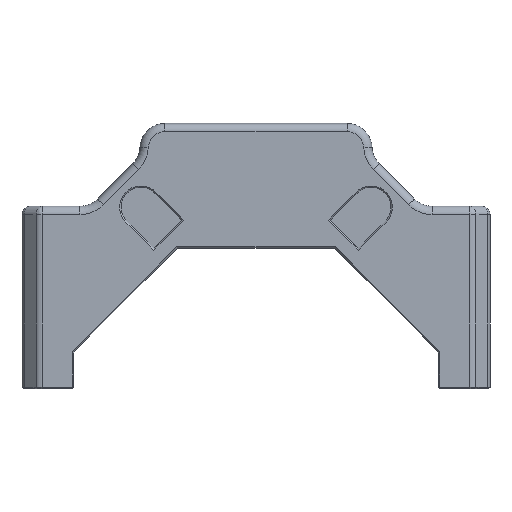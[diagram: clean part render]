
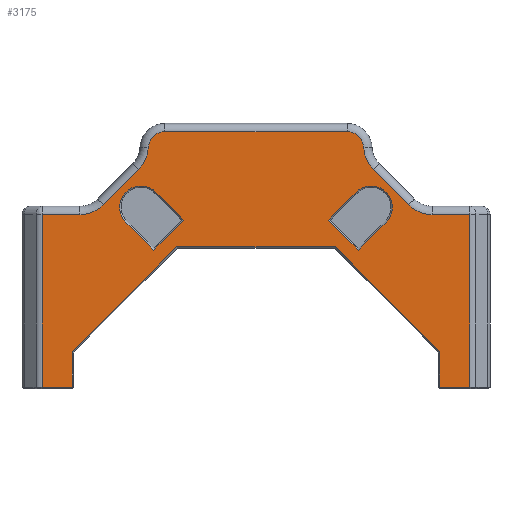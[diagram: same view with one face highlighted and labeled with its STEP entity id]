
A CAD part, front view. The second image highlights one B-rep face of the part: STEP entity #3175.
In plain terms, the highlighted planar face has unit normal (0, -1, 0).
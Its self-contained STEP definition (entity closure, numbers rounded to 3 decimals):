
#202=FACE_BOUND('',#528,.T.);
#203=FACE_BOUND('',#529,.T.);
#220=PLANE('',#3419);
#322=FACE_OUTER_BOUND('',#527,.T.);
#527=EDGE_LOOP('',(#2279,#2280,#2281,#2282,#2283,#2284,#2285,#2286,#2287,
#2288,#2289,#2290,#2291,#2292,#2293,#2294,#2295,#2296,#2297,#2298));
#528=EDGE_LOOP('',(#2299,#2300,#2301,#2302));
#529=EDGE_LOOP('',(#2303,#2304,#2305,#2306));
#754=LINE('',#4758,#1045);
#757=LINE('',#4768,#1048);
#760=LINE('',#4773,#1051);
#766=LINE('',#4788,#1057);
#767=LINE('',#4790,#1058);
#768=LINE('',#4792,#1059);
#769=LINE('',#4794,#1060);
#770=LINE('',#4796,#1061);
#771=LINE('',#4798,#1062);
#772=LINE('',#4800,#1063);
#773=LINE('',#4802,#1064);
#774=LINE('',#4804,#1065);
#775=LINE('',#4808,#1066);
#776=LINE('',#4814,#1067);
#777=LINE('',#4820,#1068);
#778=LINE('',#4824,#1069);
#779=LINE('',#4825,#1070);
#780=LINE('',#4828,#1071);
#781=LINE('',#4832,#1072);
#782=LINE('',#4833,#1073);
#1045=VECTOR('',#3807,10.);
#1048=VECTOR('',#3818,10.);
#1051=VECTOR('',#3823,10.);
#1057=VECTOR('',#3837,10.);
#1058=VECTOR('',#3838,10.);
#1059=VECTOR('',#3839,10.);
#1060=VECTOR('',#3840,10.);
#1061=VECTOR('',#3841,10.);
#1062=VECTOR('',#3842,10.);
#1063=VECTOR('',#3843,10.);
#1064=VECTOR('',#3844,10.);
#1065=VECTOR('',#3845,10.);
#1066=VECTOR('',#3848,10.);
#1067=VECTOR('',#3853,10.);
#1068=VECTOR('',#3858,10.);
#1069=VECTOR('',#3861,10.);
#1070=VECTOR('',#3862,10.);
#1071=VECTOR('',#3863,10.);
#1072=VECTOR('',#3866,10.);
#1073=VECTOR('',#3867,10.);
#1324=CIRCLE('',#3412,6.4);
#1327=CIRCLE('',#3420,10.);
#1328=CIRCLE('',#3421,10.);
#1329=CIRCLE('',#3422,5.);
#1330=CIRCLE('',#3423,5.);
#1331=CIRCLE('',#3424,10.);
#1332=CIRCLE('',#3425,10.);
#1333=CIRCLE('',#3426,6.4);
#1464=VERTEX_POINT('',#4755);
#1465=VERTEX_POINT('',#4757);
#1467=VERTEX_POINT('',#4762);
#1468=VERTEX_POINT('',#4767);
#1473=VERTEX_POINT('',#4786);
#1474=VERTEX_POINT('',#4787);
#1475=VERTEX_POINT('',#4789);
#1476=VERTEX_POINT('',#4791);
#1477=VERTEX_POINT('',#4793);
#1478=VERTEX_POINT('',#4795);
#1479=VERTEX_POINT('',#4797);
#1480=VERTEX_POINT('',#4799);
#1481=VERTEX_POINT('',#4801);
#1482=VERTEX_POINT('',#4803);
#1483=VERTEX_POINT('',#4805);
#1484=VERTEX_POINT('',#4807);
#1485=VERTEX_POINT('',#4809);
#1486=VERTEX_POINT('',#4811);
#1487=VERTEX_POINT('',#4813);
#1488=VERTEX_POINT('',#4815);
#1489=VERTEX_POINT('',#4817);
#1490=VERTEX_POINT('',#4819);
#1491=VERTEX_POINT('',#4821);
#1492=VERTEX_POINT('',#4823);
#1493=VERTEX_POINT('',#4826);
#1494=VERTEX_POINT('',#4827);
#1495=VERTEX_POINT('',#4829);
#1496=VERTEX_POINT('',#4831);
#1762=EDGE_CURVE('',#1464,#1465,#754,.T.);
#1765=EDGE_CURVE('',#1467,#1464,#1324,.T.);
#1767=EDGE_CURVE('',#1468,#1467,#757,.T.);
#1770=EDGE_CURVE('',#1465,#1468,#760,.T.);
#1777=EDGE_CURVE('',#1473,#1474,#766,.T.);
#1778=EDGE_CURVE('',#1475,#1473,#767,.T.);
#1779=EDGE_CURVE('',#1476,#1475,#768,.T.);
#1780=EDGE_CURVE('',#1477,#1476,#769,.T.);
#1781=EDGE_CURVE('',#1478,#1477,#770,.T.);
#1782=EDGE_CURVE('',#1479,#1478,#771,.T.);
#1783=EDGE_CURVE('',#1480,#1479,#772,.T.);
#1784=EDGE_CURVE('',#1481,#1480,#773,.T.);
#1785=EDGE_CURVE('',#1482,#1481,#774,.T.);
#1786=EDGE_CURVE('',#1483,#1482,#1327,.T.);
#1787=EDGE_CURVE('',#1484,#1483,#775,.T.);
#1788=EDGE_CURVE('',#1485,#1484,#1328,.T.);
#1789=EDGE_CURVE('',#1486,#1485,#1329,.T.);
#1790=EDGE_CURVE('',#1487,#1486,#776,.T.);
#1791=EDGE_CURVE('',#1488,#1487,#1330,.T.);
#1792=EDGE_CURVE('',#1489,#1488,#1331,.T.);
#1793=EDGE_CURVE('',#1490,#1489,#777,.T.);
#1794=EDGE_CURVE('',#1491,#1490,#1332,.T.);
#1795=EDGE_CURVE('',#1492,#1491,#778,.T.);
#1796=EDGE_CURVE('',#1474,#1492,#779,.T.);
#1797=EDGE_CURVE('',#1493,#1494,#780,.T.);
#1798=EDGE_CURVE('',#1495,#1493,#1333,.T.);
#1799=EDGE_CURVE('',#1496,#1495,#781,.T.);
#1800=EDGE_CURVE('',#1494,#1496,#782,.T.);
#2279=ORIENTED_EDGE('',*,*,#1777,.F.);
#2280=ORIENTED_EDGE('',*,*,#1778,.F.);
#2281=ORIENTED_EDGE('',*,*,#1779,.F.);
#2282=ORIENTED_EDGE('',*,*,#1780,.F.);
#2283=ORIENTED_EDGE('',*,*,#1781,.F.);
#2284=ORIENTED_EDGE('',*,*,#1782,.F.);
#2285=ORIENTED_EDGE('',*,*,#1783,.F.);
#2286=ORIENTED_EDGE('',*,*,#1784,.F.);
#2287=ORIENTED_EDGE('',*,*,#1785,.F.);
#2288=ORIENTED_EDGE('',*,*,#1786,.F.);
#2289=ORIENTED_EDGE('',*,*,#1787,.F.);
#2290=ORIENTED_EDGE('',*,*,#1788,.F.);
#2291=ORIENTED_EDGE('',*,*,#1789,.F.);
#2292=ORIENTED_EDGE('',*,*,#1790,.F.);
#2293=ORIENTED_EDGE('',*,*,#1791,.F.);
#2294=ORIENTED_EDGE('',*,*,#1792,.F.);
#2295=ORIENTED_EDGE('',*,*,#1793,.F.);
#2296=ORIENTED_EDGE('',*,*,#1794,.F.);
#2297=ORIENTED_EDGE('',*,*,#1795,.F.);
#2298=ORIENTED_EDGE('',*,*,#1796,.F.);
#2299=ORIENTED_EDGE('',*,*,#1797,.F.);
#2300=ORIENTED_EDGE('',*,*,#1798,.F.);
#2301=ORIENTED_EDGE('',*,*,#1799,.F.);
#2302=ORIENTED_EDGE('',*,*,#1800,.F.);
#2303=ORIENTED_EDGE('',*,*,#1762,.F.);
#2304=ORIENTED_EDGE('',*,*,#1765,.F.);
#2305=ORIENTED_EDGE('',*,*,#1767,.F.);
#2306=ORIENTED_EDGE('',*,*,#1770,.F.);
#3175=ADVANCED_FACE('',(#322,#202,#203),#220,.T.);
#3412=AXIS2_PLACEMENT_3D('',#4764,#3812,#3813);
#3419=AXIS2_PLACEMENT_3D('',#4785,#3835,#3836);
#3420=AXIS2_PLACEMENT_3D('',#4806,#3846,#3847);
#3421=AXIS2_PLACEMENT_3D('',#4810,#3849,#3850);
#3422=AXIS2_PLACEMENT_3D('',#4812,#3851,#3852);
#3423=AXIS2_PLACEMENT_3D('',#4816,#3854,#3855);
#3424=AXIS2_PLACEMENT_3D('',#4818,#3856,#3857);
#3425=AXIS2_PLACEMENT_3D('',#4822,#3859,#3860);
#3426=AXIS2_PLACEMENT_3D('',#4830,#3864,#3865);
#3807=DIRECTION('',(-0.707,0.,-0.707));
#3812=DIRECTION('center_axis',(0.,-1.,0.));
#3813=DIRECTION('ref_axis',(0.707,0.,-0.707));
#3818=DIRECTION('',(0.707,0.,0.707));
#3823=DIRECTION('',(0.707,0.,-0.707));
#3835=DIRECTION('center_axis',(0.,-1.,0.));
#3836=DIRECTION('ref_axis',(-1.,0.,0.));
#3837=DIRECTION('',(-1.,0.,0.));
#3838=DIRECTION('',(0.,0.,-1.));
#3839=DIRECTION('',(-0.707,0.,-0.707));
#3840=DIRECTION('',(-1.,0.,0.));
#3841=DIRECTION('',(-0.707,0.,0.707));
#3842=DIRECTION('',(0.,0.,1.));
#3843=DIRECTION('',(-1.,0.,0.));
#3844=DIRECTION('',(0.,0.,-1.));
#3845=DIRECTION('',(1.,0.,0.));
#3846=DIRECTION('center_axis',(0.,-1.,0.));
#3847=DIRECTION('ref_axis',(-0.383,0.,-0.924));
#3848=DIRECTION('',(0.707,0.,-0.707));
#3849=DIRECTION('center_axis',(0.,-1.,0.));
#3850=DIRECTION('ref_axis',(-0.916,0.,-0.401));
#3851=DIRECTION('center_axis',(0.,1.,0.));
#3852=DIRECTION('ref_axis',(0.693,0.,0.721));
#3853=DIRECTION('',(1.,0.,0.));
#3854=DIRECTION('center_axis',(0.,1.,0.));
#3855=DIRECTION('ref_axis',(-0.693,0.,0.721));
#3856=DIRECTION('center_axis',(0.,-1.,0.));
#3857=DIRECTION('ref_axis',(0.916,0.,-0.401));
#3858=DIRECTION('',(0.707,0.,0.707));
#3859=DIRECTION('center_axis',(0.,-1.,0.));
#3860=DIRECTION('ref_axis',(0.383,0.,-0.924));
#3861=DIRECTION('',(1.,0.,0.));
#3862=DIRECTION('',(0.,0.,1.));
#3863=DIRECTION('',(0.707,0.,-0.707));
#3864=DIRECTION('center_axis',(0.,-1.,0.));
#3865=DIRECTION('ref_axis',(0.707,0.,0.707));
#3866=DIRECTION('',(-0.707,0.,0.707));
#3867=DIRECTION('',(0.707,0.,0.707));
#4755=CARTESIAN_POINT('',(30.196,-4.,56.968));
#4757=CARTESIAN_POINT('',(21.782,-4.,48.553));
#4758=CARTESIAN_POINT('',(33.045,-4.,59.816));
#4762=CARTESIAN_POINT('',(39.247,-4.,47.917));
#4764=CARTESIAN_POINT('Origin',(34.722,-4.,52.442));
#4767=CARTESIAN_POINT('',(30.833,-4.,39.502));
#4768=CARTESIAN_POINT('',(46.161,-4.,54.831));
#4773=CARTESIAN_POINT('',(37.704,-4.,32.631));
#4785=CARTESIAN_POINT('Origin',(67.1,-4.,47.72));
#4786=CARTESIAN_POINT('',(-55.5,-4.,-1.88));
#4787=CARTESIAN_POINT('',(-64.564,-4.,-1.88));
#4788=CARTESIAN_POINT('',(33.55,-4.,-1.88));
#4789=CARTESIAN_POINT('',(-55.5,-4.,8.895));
#4790=CARTESIAN_POINT('',(-55.5,-4.,47.72));
#4791=CARTESIAN_POINT('',(-23.927,-4.,40.468));
#4792=CARTESIAN_POINT('',(-15.085,-4.,49.31));
#4793=CARTESIAN_POINT('',(23.927,-4.,40.468));
#4794=CARTESIAN_POINT('',(21.669,-4.,40.468));
#4795=CARTESIAN_POINT('',(55.5,-4.,8.895));
#4796=CARTESIAN_POINT('',(32.966,-4.,31.429));
#4797=CARTESIAN_POINT('',(55.5,-4.,-1.88));
#4798=CARTESIAN_POINT('',(55.5,-4.,47.72));
#4799=CARTESIAN_POINT('',(64.564,-4.,-1.88));
#4800=CARTESIAN_POINT('',(33.55,-4.,-1.88));
#4801=CARTESIAN_POINT('',(64.564,-4.,50.22));
#4802=CARTESIAN_POINT('',(64.564,-4.,43.97));
#4803=CARTESIAN_POINT('',(53.107,-4.,50.22));
#4804=CARTESIAN_POINT('',(33.55,-4.,50.22));
#4805=CARTESIAN_POINT('',(46.036,-4.,53.149));
#4806=CARTESIAN_POINT('Origin',(53.107,-4.,60.22));
#4807=CARTESIAN_POINT('',(35.429,-4.,63.756));
#4808=CARTESIAN_POINT('',(50.007,-4.,49.178));
#4809=CARTESIAN_POINT('',(32.508,-4.,70.423));
#4810=CARTESIAN_POINT('Origin',(42.5,-4.,70.827));
#4811=CARTESIAN_POINT('',(27.512,-4.,75.22));
#4812=CARTESIAN_POINT('Origin',(27.512,-4.,70.22));
#4813=CARTESIAN_POINT('',(-27.512,-4.,75.22));
#4814=CARTESIAN_POINT('',(51.05,-4.,75.22));
#4815=CARTESIAN_POINT('',(-32.508,-4.,70.423));
#4816=CARTESIAN_POINT('Origin',(-27.512,-4.,70.22));
#4817=CARTESIAN_POINT('',(-35.429,-4.,63.756));
#4818=CARTESIAN_POINT('Origin',(-42.5,-4.,70.827));
#4819=CARTESIAN_POINT('',(-46.036,-4.,53.149));
#4820=CARTESIAN_POINT('',(-16.457,-4.,82.728));
#4821=CARTESIAN_POINT('',(-53.107,-4.,50.22));
#4822=CARTESIAN_POINT('Origin',(-53.107,-4.,60.22));
#4823=CARTESIAN_POINT('',(-64.564,-4.,50.22));
#4824=CARTESIAN_POINT('',(33.55,-4.,50.22));
#4825=CARTESIAN_POINT('',(-64.564,-4.,48.97));
#4826=CARTESIAN_POINT('',(-39.247,-4.,47.917));
#4827=CARTESIAN_POINT('',(-30.833,-4.,39.502));
#4828=CARTESIAN_POINT('',(-8.546,-4.,17.215));
#4829=CARTESIAN_POINT('',(-30.196,-4.,56.968));
#4830=CARTESIAN_POINT('Origin',(-34.722,-4.,52.442));
#4831=CARTESIAN_POINT('',(-21.782,-4.,48.553));
#4832=CARTESIAN_POINT('',(-3.56,-4.,30.332));
#4833=CARTESIAN_POINT('',(0.089,-4.,70.424));
